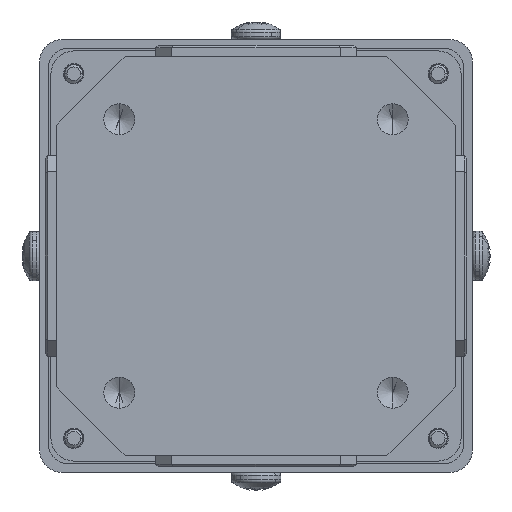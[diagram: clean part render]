
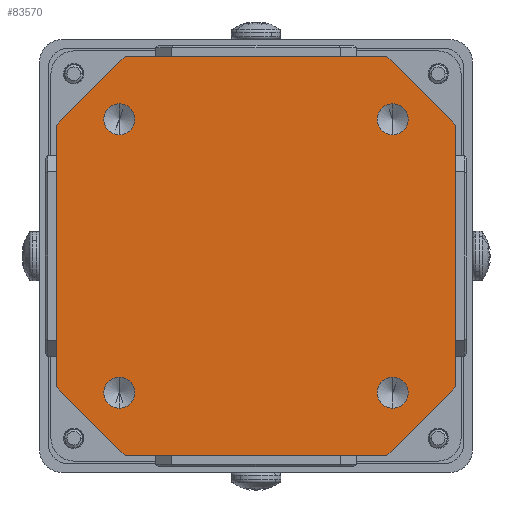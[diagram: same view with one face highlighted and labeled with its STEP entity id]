
A CAD part, front view. The second image highlights one B-rep face of the part: STEP entity #83570.
In plain terms, the highlighted planar face has unit normal (0, -1, 0).
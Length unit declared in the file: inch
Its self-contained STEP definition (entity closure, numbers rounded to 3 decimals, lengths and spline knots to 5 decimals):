
#1283 = DIRECTION ( 'NONE',  ( -0.707, 0., 0.707 ) ) ;
#1305 = DIRECTION ( 'NONE',  ( 0., -1., 0. ) ) ;
#1967 = CARTESIAN_POINT ( 'NONE',  ( -0.875, 0., -0.875 ) ) ;
#3555 = VERTEX_POINT ( 'NONE', #6280 ) ;
#4945 = DIRECTION ( 'NONE',  ( 0., 0., -1. ) ) ;
#5985 = EDGE_CURVE ( 'NONE', #77070, #59812, #108872, .T. ) ;
#6280 = CARTESIAN_POINT ( 'NONE',  ( 0.575, 0., -0.875 ) ) ;
#6938 = VERTEX_POINT ( 'NONE', #81028 ) ;
#7466 = EDGE_LOOP ( 'NONE', ( #50923, #97540 ) ) ;
#7536 = DIRECTION ( 'NONE',  ( 0., -1., 0. ) ) ;
#7794 = AXIS2_PLACEMENT_3D ( 'NONE', #30385, #85544, #86294 ) ;
#8424 = VERTEX_POINT ( 'NONE', #136554 ) ;
#9137 = VERTEX_POINT ( 'NONE', #110647 ) ;
#11635 = LINE ( 'NONE', #56764, #115859 ) ;
#13516 = DIRECTION ( 'NONE',  ( 0., 0., -1. ) ) ;
#15204 = ORIENTED_EDGE ( 'NONE', *, *, #106796, .F. ) ;
#15981 = CARTESIAN_POINT ( 'NONE',  ( 0.6, 0., -0.6 ) ) ;
#16150 = FACE_OUTER_BOUND ( 'NONE', #19415, .T. ) ;
#16399 = CARTESIAN_POINT ( 'NONE',  ( 0.875, 0., 0.875 ) ) ;
#16427 = CARTESIAN_POINT ( 'NONE',  ( -0.725, 0., 0.725 ) ) ;
#16922 = CARTESIAN_POINT ( 'NONE',  ( 0., 0., 0. ) ) ;
#17790 = CARTESIAN_POINT ( 'NONE',  ( 0.875, 0., -0.575 ) ) ;
#19415 = EDGE_LOOP ( 'NONE', ( #100332, #100754, #94735, #127370, #61093, #62581, #78463, #42638 ) ) ;
#20212 = EDGE_CURVE ( 'NONE', #83312, #133657, #95194, .T. ) ;
#22343 = EDGE_LOOP ( 'NONE', ( #97801, #27502 ) ) ;
#26008 = CIRCLE ( 'NONE', #47957, 0.068 ) ;
#26103 = PLANE ( 'NONE',  #137009 ) ;
#27502 = ORIENTED_EDGE ( 'NONE', *, *, #48444, .F. ) ;
#27582 = DIRECTION ( 'NONE',  ( 0., -1., 0. ) ) ;
#27914 = EDGE_CURVE ( 'NONE', #8424, #86829, #83278, .T. ) ;
#29848 = ORIENTED_EDGE ( 'NONE', *, *, #150234, .F. ) ;
#30385 = CARTESIAN_POINT ( 'NONE',  ( 0.6, 0., -0.6 ) ) ;
#32110 = AXIS2_PLACEMENT_3D ( 'NONE', #62422, #1305, #13516 ) ;
#37793 = EDGE_CURVE ( 'NONE', #3555, #133657, #41529, .T. ) ;
#41529 = LINE ( 'NONE', #44564, #97050 ) ;
#42638 = ORIENTED_EDGE ( 'NONE', *, *, #37793, .T. ) ;
#43445 = DIRECTION ( 'NONE',  ( 0., 0., -1. ) ) ;
#44564 = CARTESIAN_POINT ( 'NONE',  ( 0.725, 0., -0.725 ) ) ;
#46582 = AXIS2_PLACEMENT_3D ( 'NONE', #64161, #108532, #120750 ) ;
#47957 = AXIS2_PLACEMENT_3D ( 'NONE', #58648, #70890, #73912 ) ;
#47985 = CARTESIAN_POINT ( 'NONE',  ( -0.6, 0., 0.668 ) ) ;
#48358 = CIRCLE ( 'NONE', #121625, 0.068 ) ;
#48444 = EDGE_CURVE ( 'NONE', #125933, #85030, #100481, .T. ) ;
#49832 = CARTESIAN_POINT ( 'NONE',  ( 0.6, 0., 0.532 ) ) ;
#50923 = ORIENTED_EDGE ( 'NONE', *, *, #27914, .F. ) ;
#53235 = CARTESIAN_POINT ( 'NONE',  ( -0.875, 0., 0.875 ) ) ;
#56764 = CARTESIAN_POINT ( 'NONE',  ( -0.725, 0., -0.725 ) ) ;
#58648 = CARTESIAN_POINT ( 'NONE',  ( -0.6, 0., -0.6 ) ) ;
#59061 = CIRCLE ( 'NONE', #7794, 0.068 ) ;
#59402 = EDGE_CURVE ( 'NONE', #3555, #6938, #108951, .T. ) ;
#59459 = CARTESIAN_POINT ( 'NONE',  ( 0.6, 0., -0.668 ) ) ;
#59812 = VERTEX_POINT ( 'NONE', #61414 ) ;
#60193 = DIRECTION ( 'NONE',  ( 0., 0., -1. ) ) ;
#61093 = ORIENTED_EDGE ( 'NONE', *, *, #79290, .F. ) ;
#61414 = CARTESIAN_POINT ( 'NONE',  ( 0.6, 0., -0.532 ) ) ;
#61587 = LINE ( 'NONE', #16427, #85539 ) ;
#62422 = CARTESIAN_POINT ( 'NONE',  ( -0.6, 0., -0.6 ) ) ;
#62581 = ORIENTED_EDGE ( 'NONE', *, *, #64906, .T. ) ;
#64161 = CARTESIAN_POINT ( 'NONE',  ( -0.6, 0., 0.6 ) ) ;
#64607 = CARTESIAN_POINT ( 'NONE',  ( -0.875, 0., 0.875 ) ) ;
#64906 = EDGE_CURVE ( 'NONE', #99986, #6938, #11635, .T. ) ;
#65970 = CARTESIAN_POINT ( 'NONE',  ( -0.6, 0., -0.532 ) ) ;
#70890 = DIRECTION ( 'NONE',  ( 0., -1., 0. ) ) ;
#71264 = CIRCLE ( 'NONE', #32110, 0.068 ) ;
#71678 = DIRECTION ( 'NONE',  ( 0., -1., 0. ) ) ;
#73545 = FACE_BOUND ( 'NONE', #22343, .T. ) ;
#73912 = DIRECTION ( 'NONE',  ( 0., 0., -1. ) ) ;
#73965 = VECTOR ( 'NONE', #141866, 39.37008 ) ;
#75034 = FACE_BOUND ( 'NONE', #140376, .T. ) ;
#76053 = DIRECTION ( 'NONE',  ( -0.707, 0., -0.707 ) ) ;
#76465 = EDGE_CURVE ( 'NONE', #86829, #8424, #146697, .T. ) ;
#77070 = VERTEX_POINT ( 'NONE', #59459 ) ;
#77122 = AXIS2_PLACEMENT_3D ( 'NONE', #15981, #104577, #43445 ) ;
#78393 = DIRECTION ( 'NONE',  ( 0., 0., -1. ) ) ;
#78463 = ORIENTED_EDGE ( 'NONE', *, *, #59402, .F. ) ;
#79290 = EDGE_CURVE ( 'NONE', #99986, #116835, #112885, .T. ) ;
#81028 = CARTESIAN_POINT ( 'NONE',  ( -0.575, 0., -0.875 ) ) ;
#81580 = LINE ( 'NONE', #106785, #106435 ) ;
#82283 = EDGE_LOOP ( 'NONE', ( #91194, #132264 ) ) ;
#83278 = CIRCLE ( 'NONE', #46582, 0.068 ) ;
#83312 = VERTEX_POINT ( 'NONE', #140834 ) ;
#83570 = ADVANCED_FACE ( 'NONE', ( #73545, #142357, #75034, #132377, #16150 ), #26103, .T. ) ;
#84634 = CARTESIAN_POINT ( 'NONE',  ( -0.6, 0., 0.6 ) ) ;
#85030 = VERTEX_POINT ( 'NONE', #49832 ) ;
#85539 = VECTOR ( 'NONE', #76053, 39.37008 ) ;
#85544 = DIRECTION ( 'NONE',  ( 0., -1., 0. ) ) ;
#86294 = DIRECTION ( 'NONE',  ( 0., 0., -1. ) ) ;
#86829 = VERTEX_POINT ( 'NONE', #47985 ) ;
#88192 = DIRECTION ( 'NONE',  ( 0.707, 0., 0.707 ) ) ;
#88539 = CARTESIAN_POINT ( 'NONE',  ( 0.6, 0., 0.6 ) ) ;
#88908 = CARTESIAN_POINT ( 'NONE',  ( 0.575, 0., 0.875 ) ) ;
#89144 = EDGE_CURVE ( 'NONE', #85030, #125933, #48358, .T. ) ;
#91019 = CARTESIAN_POINT ( 'NONE',  ( -0.6, 0., -0.668 ) ) ;
#91194 = ORIENTED_EDGE ( 'NONE', *, *, #5985, .F. ) ;
#92816 = CARTESIAN_POINT ( 'NONE',  ( 0.6, 0., 0.6 ) ) ;
#92978 = AXIS2_PLACEMENT_3D ( 'NONE', #84634, #71678, #60193 ) ;
#94735 = ORIENTED_EDGE ( 'NONE', *, *, #100591, .F. ) ;
#95194 = LINE ( 'NONE', #16399, #138644 ) ;
#96454 = DIRECTION ( 'NONE',  ( 0., 0., -1. ) ) ;
#97050 = VECTOR ( 'NONE', #88192, 39.37008 ) ;
#97540 = ORIENTED_EDGE ( 'NONE', *, *, #76465, .F. ) ;
#97801 = ORIENTED_EDGE ( 'NONE', *, *, #89144, .F. ) ;
#99007 = LINE ( 'NONE', #64607, #133229 ) ;
#99793 = CARTESIAN_POINT ( 'NONE',  ( 0.6, 0., 0.668 ) ) ;
#99986 = VERTEX_POINT ( 'NONE', #103165 ) ;
#100332 = ORIENTED_EDGE ( 'NONE', *, *, #20212, .F. ) ;
#100481 = CIRCLE ( 'NONE', #132145, 0.068 ) ;
#100591 = EDGE_CURVE ( 'NONE', #9137, #135868, #99007, .T. ) ;
#100645 = DIRECTION ( 'NONE',  ( 0., 0., 1. ) ) ;
#100754 = ORIENTED_EDGE ( 'NONE', *, *, #120356, .T. ) ;
#100777 = DIRECTION ( 'NONE',  ( 0., 0., -1. ) ) ;
#103165 = CARTESIAN_POINT ( 'NONE',  ( -0.875, 0., -0.575 ) ) ;
#104577 = DIRECTION ( 'NONE',  ( 0., -1., 0. ) ) ;
#106435 = VECTOR ( 'NONE', #1283, 39.37008 ) ;
#106785 = CARTESIAN_POINT ( 'NONE',  ( 0.725, 0., 0.725 ) ) ;
#106796 = EDGE_CURVE ( 'NONE', #137391, #110764, #26008, .T. ) ;
#108532 = DIRECTION ( 'NONE',  ( 0., -1., 0. ) ) ;
#108872 = CIRCLE ( 'NONE', #77122, 0.068 ) ;
#108951 = LINE ( 'NONE', #1967, #73965 ) ;
#109644 = EDGE_CURVE ( 'NONE', #59812, #77070, #59061, .T. ) ;
#110647 = CARTESIAN_POINT ( 'NONE',  ( -0.575, 0., 0.875 ) ) ;
#110764 = VERTEX_POINT ( 'NONE', #91019 ) ;
#112885 = LINE ( 'NONE', #53235, #134680 ) ;
#115859 = VECTOR ( 'NONE', #150024, 39.37008 ) ;
#116835 = VERTEX_POINT ( 'NONE', #135831 ) ;
#120356 = EDGE_CURVE ( 'NONE', #83312, #135868, #81580, .T. ) ;
#120750 = DIRECTION ( 'NONE',  ( 0., 0., -1. ) ) ;
#121625 = AXIS2_PLACEMENT_3D ( 'NONE', #92816, #126520, #78393 ) ;
#125933 = VERTEX_POINT ( 'NONE', #99793 ) ;
#126520 = DIRECTION ( 'NONE',  ( 0., -1., 0. ) ) ;
#127370 = ORIENTED_EDGE ( 'NONE', *, *, #144142, .T. ) ;
#132145 = AXIS2_PLACEMENT_3D ( 'NONE', #88539, #7536, #100777 ) ;
#132264 = ORIENTED_EDGE ( 'NONE', *, *, #109644, .F. ) ;
#132377 = FACE_BOUND ( 'NONE', #82283, .T. ) ;
#133229 = VECTOR ( 'NONE', #137964, 39.37008 ) ;
#133657 = VERTEX_POINT ( 'NONE', #17790 ) ;
#134680 = VECTOR ( 'NONE', #100645, 39.37008 ) ;
#135831 = CARTESIAN_POINT ( 'NONE',  ( -0.875, 0., 0.575 ) ) ;
#135868 = VERTEX_POINT ( 'NONE', #88908 ) ;
#136554 = CARTESIAN_POINT ( 'NONE',  ( -0.6, 0., 0.532 ) ) ;
#137009 = AXIS2_PLACEMENT_3D ( 'NONE', #16922, #27582, #96454 ) ;
#137391 = VERTEX_POINT ( 'NONE', #65970 ) ;
#137964 = DIRECTION ( 'NONE',  ( 1., 0., 0. ) ) ;
#138644 = VECTOR ( 'NONE', #4945, 39.37008 ) ;
#140376 = EDGE_LOOP ( 'NONE', ( #29848, #15204 ) ) ;
#140834 = CARTESIAN_POINT ( 'NONE',  ( 0.875, 0., 0.575 ) ) ;
#141866 = DIRECTION ( 'NONE',  ( -1., 0., 0. ) ) ;
#142357 = FACE_BOUND ( 'NONE', #7466, .T. ) ;
#144142 = EDGE_CURVE ( 'NONE', #9137, #116835, #61587, .T. ) ;
#146697 = CIRCLE ( 'NONE', #92978, 0.068 ) ;
#150024 = DIRECTION ( 'NONE',  ( 0.707, 0., -0.707 ) ) ;
#150234 = EDGE_CURVE ( 'NONE', #110764, #137391, #71264, .T. ) ;
